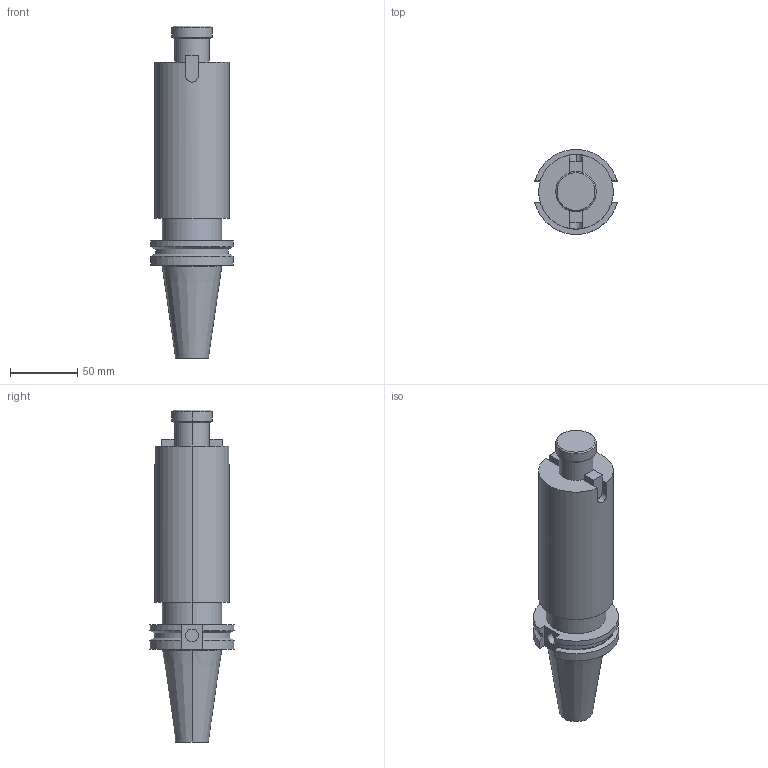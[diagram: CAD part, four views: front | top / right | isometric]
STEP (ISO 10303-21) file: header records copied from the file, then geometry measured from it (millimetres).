
FILE_DESCRIPTION (( 'STEP AP203' ), '1' );
FILE_NAME ('STP-43.151.68.600.STEP', '2020-05-18T03:07:15', ( '' ), ( '' ), 'SwSTEP 2.0', 'SolidWorks 2017', '' );
FILE_SCHEMA (( 'CONFIG_CONTROL_DESIGN' ));
Length unit declared in the file: millimetre
Products named in the file (1): STP-43.151.68.600
Bounding box: 61.35 x 63.26 x 247.5 mm (x, y, z)
Volume: 433279.4 mm3; surface area: 49643.8 mm2
Topology: 4 solids, 4 shells, 79 faces, 184 edges, 119 vertices
Faces by surface type: plane 37, cylinder 30, cone 12
Entity records: 2389 total; most frequent: CARTESIAN_POINT 472, DIRECTION 400, ORIENTED_EDGE 364, EDGE_CURVE 182, AXIS2_PLACEMENT_3D 149, VERTEX_POINT 119, VECTOR 102, LINE 102
